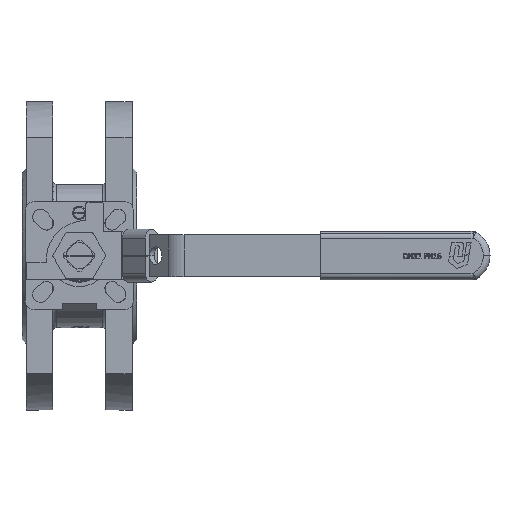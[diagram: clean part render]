
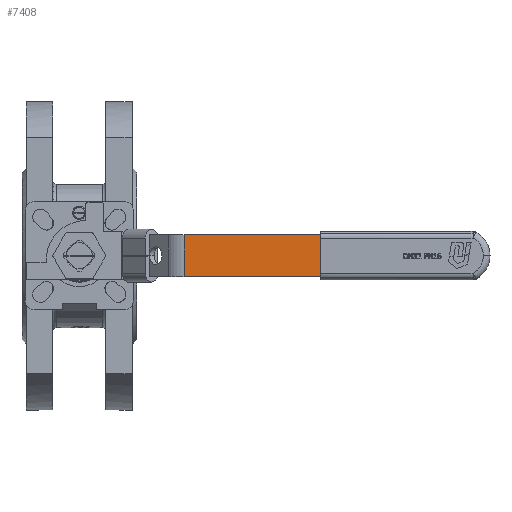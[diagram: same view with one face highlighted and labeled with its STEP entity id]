
A CAD part, top view. The second image highlights one B-rep face of the part: STEP entity #7408.
In plain terms, the highlighted planar face has unit normal (0, 0, 1).
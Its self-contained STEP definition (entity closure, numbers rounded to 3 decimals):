
#6707=CARTESIAN_POINT('',(179.156,9.5,99.3));
#6708=VERTEX_POINT('',#6707);
#6715=CARTESIAN_POINT('',(179.156,-9.5,99.3));
#6716=VERTEX_POINT('',#6715);
#6717=CARTESIAN_POINT('',(169.875,0.,99.3));
#6718=DIRECTION('',(-0.,-0.,-1.));
#6719=DIRECTION('',(-0.699,0.715,-0.));
#6720=AXIS2_PLACEMENT_3D('',#6717,#6718,#6719);
#6721=CIRCLE('',#6720,13.281);
#6722=EDGE_CURVE('',#6708,#6716,#6721,.T.);
#7069=CARTESIAN_POINT('',(47.566,-9.5,99.3));
#7070=VERTEX_POINT('',#7069);
#7071=CARTESIAN_POINT('',(179.156,-9.5,99.3));
#7072=DIRECTION('',(-1.,0.,0.));
#7073=VECTOR('',#7072,131.59);
#7074=LINE('',#7071,#7073);
#7075=EDGE_CURVE('',#6716,#7070,#7074,.T.);
#7385=CARTESIAN_POINT('',(47.566,0.,99.3));
#7386=DIRECTION('',(0.,0.,1.));
#7387=DIRECTION('',(1.,-0.,-0.));
#7388=AXIS2_PLACEMENT_3D('',#7385,#7386,#7387);
#7389=PLANE('',#7388);
#7390=CARTESIAN_POINT('',(47.566,9.5,99.3));
#7391=VERTEX_POINT('',#7390);
#7392=CARTESIAN_POINT('',(47.566,9.5,99.3));
#7393=DIRECTION('',(1.,-0.,-0.));
#7394=VECTOR('',#7393,131.59);
#7395=LINE('',#7392,#7394);
#7396=EDGE_CURVE('',#7391,#6708,#7395,.T.);
#7397=ORIENTED_EDGE('',*,*,#7396,.F.);
#7398=CARTESIAN_POINT('',(47.566,-9.5,99.3));
#7399=DIRECTION('',(0.,1.,-0.));
#7400=VECTOR('',#7399,19.);
#7401=LINE('',#7398,#7400);
#7402=EDGE_CURVE('',#7070,#7391,#7401,.T.);
#7403=ORIENTED_EDGE('',*,*,#7402,.F.);
#7404=ORIENTED_EDGE('',*,*,#7075,.F.);
#7405=ORIENTED_EDGE('',*,*,#6722,.F.);
#7406=EDGE_LOOP('',(#7397,#7403,#7404,#7405));
#7407=FACE_BOUND('',#7406,.T.);
#7408=ADVANCED_FACE('',(#7407),#7389,.T.);
